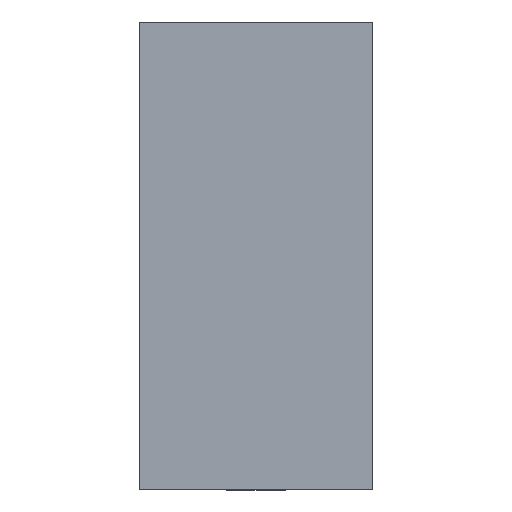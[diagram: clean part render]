
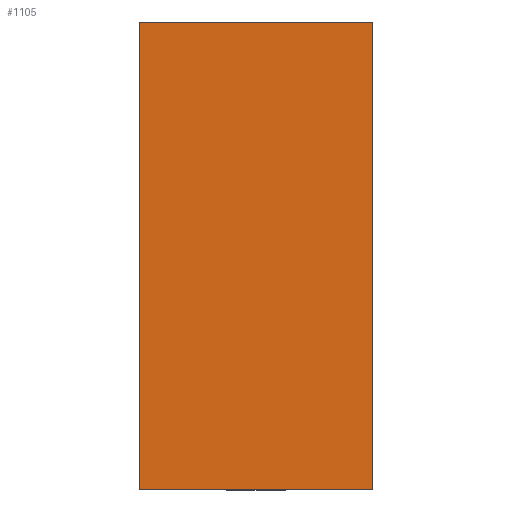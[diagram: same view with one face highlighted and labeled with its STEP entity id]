
A CAD part, top view. The second image highlights one B-rep face of the part: STEP entity #1105.
In plain terms, the highlighted planar face has unit normal (0, 0, 1).
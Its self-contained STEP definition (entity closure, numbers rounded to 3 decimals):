
#63=FACE_OUTER_BOUND('',#127,.T.);
#127=EDGE_LOOP('',(#861,#862,#863,#864));
#228=LINE('',#1665,#378);
#232=LINE('',#1672,#382);
#238=LINE('',#1680,#388);
#239=LINE('',#1682,#389);
#378=VECTOR('',#1353,10.);
#382=VECTOR('',#1359,10.);
#388=VECTOR('',#1369,10.);
#389=VECTOR('',#1372,10.);
#511=VERTEX_POINT('',#1662);
#512=VERTEX_POINT('',#1664);
#513=VERTEX_POINT('',#1669);
#514=VERTEX_POINT('',#1671);
#628=EDGE_CURVE('',#512,#511,#228,.T.);
#632=EDGE_CURVE('',#514,#513,#232,.T.);
#638=EDGE_CURVE('',#513,#512,#238,.T.);
#639=EDGE_CURVE('',#511,#514,#239,.T.);
#861=ORIENTED_EDGE('',*,*,#628,.T.);
#862=ORIENTED_EDGE('',*,*,#639,.T.);
#863=ORIENTED_EDGE('',*,*,#632,.T.);
#864=ORIENTED_EDGE('',*,*,#638,.T.);
#1041=PLANE('',#1201);
#1105=ADVANCED_FACE('',(#63),#1041,.T.);
#1201=AXIS2_PLACEMENT_3D('',#1683,#1373,#1374);
#1353=DIRECTION('',(-1.,0.,0.));
#1359=DIRECTION('',(1.,0.,0.));
#1369=DIRECTION('',(0.,1.,0.));
#1372=DIRECTION('',(0.,-1.,0.));
#1373=DIRECTION('center_axis',(0.,0.,1.));
#1374=DIRECTION('ref_axis',(1.,0.,0.));
#1662=CARTESIAN_POINT('',(-0.5,1.,0.35));
#1664=CARTESIAN_POINT('',(0.5,1.,0.35));
#1665=CARTESIAN_POINT('',(-0.5,1.,0.35));
#1669=CARTESIAN_POINT('',(0.5,-1.,0.35));
#1671=CARTESIAN_POINT('',(-0.5,-1.,0.35));
#1672=CARTESIAN_POINT('',(0.5,-1.,0.35));
#1680=CARTESIAN_POINT('',(0.5,1.,0.35));
#1682=CARTESIAN_POINT('',(-0.5,-1.,0.35));
#1683=CARTESIAN_POINT('Origin',(0.,0.,0.35));
